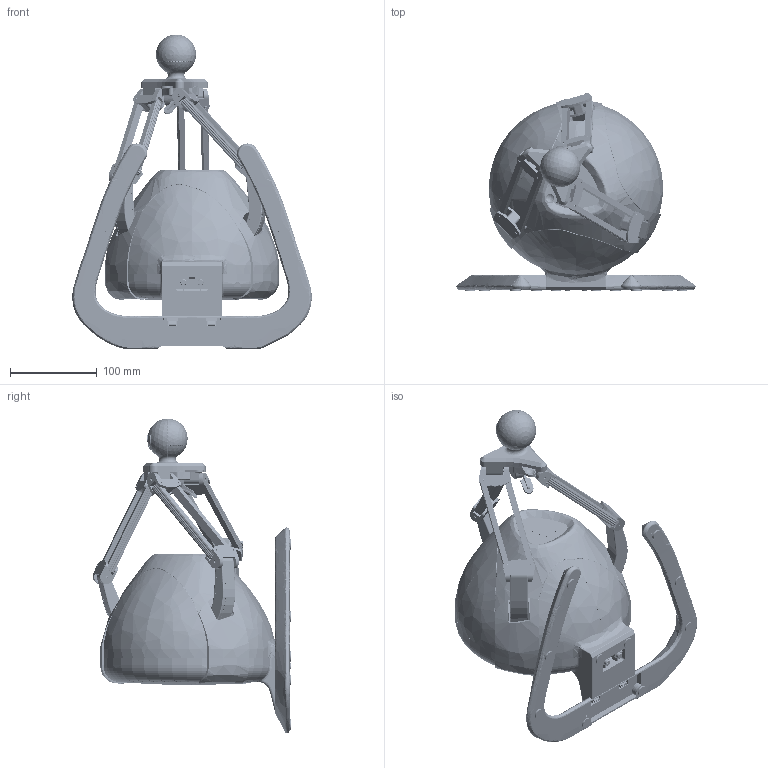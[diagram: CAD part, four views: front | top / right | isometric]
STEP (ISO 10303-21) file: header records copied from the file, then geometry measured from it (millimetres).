
FILE_DESCRIPTION (( 'STEP AP214' ), '1' );
FILE_NAME ('ROBOT_SET.STEP', '2023-06-09T08:35:39', ( '' ), ( '' ), 'SwSTEP 2.0', 'SolidWorks 2020', '' );
FILE_SCHEMA (( 'AUTOMOTIVE_DESIGN' ));
Length unit declared in the file: millimetre
Products named in the file (57): CARTER NEZ; EFFECTEUR; Vis à tôle tête cylindrique cruciforme H 2,9x8 - C_R‚aliste; CARTE HEXAGONALE; joint; BIELLE PARALLELOGRAMME; carter transparant2; ROTOR; Ressort cable; carter transparant; CARTER ARRIERE; CACHE; AXE BIELLE; manette2; bras; petite carte; carter avant1; ROUE CODEUSE; PLAQUE NOM; carter avant; AXE BRAS; socle; plaque fixation; ROBOT_SET; vis CHC M4-30; carter avant03; Vis à tôle tête cylindrique cruciforme H 2,9x13 - C_R‚aliste; BASE; carter avant02; Rondelle M4; manette1; MOTEUR; FIXATION CABLE; carter avant01; manette; palier bras; bati; FIXATION MOTEUR
Assembly tree (140 placements, depth 4):
  ROBOT_SET
    bati
      MOTEUR  x3
      FIXATION MOTEUR  x6
      Vis à tôle tête cylindrique cruciforme H 2,9x13 - C_R‚aliste  x22
      socle
      vis CHC M4-30  x2
      Rondelle M4  x2
      CARTE HEXAGONALE
      petite carte  x3
      Vis à tôle tête cylindrique cruciforme H 2,9x8 - C_R‚aliste  x3
      plaque fixation
      CARTER ARRIERE
      carter transparant
        carter transparant  x2
        carter transparant2
      carter avant
        carter avant01
        carter avant1
        CARTER NEZ
        carter avant02
        carter avant03
        Vis à tôle tête cylindrique cruciforme H 2,9x13 - C_R‚aliste  x3
      PLAQUE NOM
      CACHE  x3
    BIELLE PARALLELOGRAMME
      BIELLE PARALLELOGRAMME
      AXE BIELLE  x2
    joint
      joint
      AXE BRAS
    bras
      bras
      AXE BRAS
      palier bras  x2
      Ressort cable
      FIXATION CABLE
    BIELLE PARALLELOGRAMME
      BIELLE PARALLELOGRAMME
      AXE BIELLE  x2
    joint
      joint
      AXE BRAS
    bras
      bras
      AXE BRAS
      palier bras  x2
      Ressort cable
      FIXATION CABLE
    bras
      bras
      AXE BRAS
      palier bras  x2
      Ressort cable
      FIXATION CABLE
    BIELLE PARALLELOGRAMME
      BIELLE PARALLELOGRAMME
      AXE BIELLE  x2
    BIELLE PARALLELOGRAMME
      BIELLE PARALLELOGRAMME
Bounding box: 276.16 x 229 x 363.42 mm (x, y, z)
Volume: 1430956.8 mm3; surface area: 955252.1 mm2
Topology: 126 solids, 130 shells, 6392 faces, 18174 edges, 12234 vertices
Faces by surface type: plane 3671, cylinder 1743, bspline 442, torus 271, cone 215, sphere 50
Full cylindrical faces by diameter (mm): 0.4 x18, 0.5 x24, 1 x6, 1.5 x1, 1.6 x6, 2 x3, 2.5 x36, 3 x102, 3.2 x18, 3.3 x2, 3.4 x3, 3.5 x18, 3.6 x6, 4 x4, 5 x3, 5.3 x2, 5.5 x3, 5.6 x28, 6 x13, 6.3 x1, 7 x8, 7.374 x3, 8 x4, 9 x2, 9.999 x3, 10 x6, 10.15 x3, 10.5 x3, 11.5 x1, 12.5 x10
Entity records: 157680 total; most frequent: CARTESIAN_POINT 71696, ORIENTED_EDGE 16442, DIRECTION 15476, EDGE_CURVE 8221, VERTEX_POINT 5525, AXIS2_PLACEMENT_3D 5199, VECTOR 5078, LINE 5078
